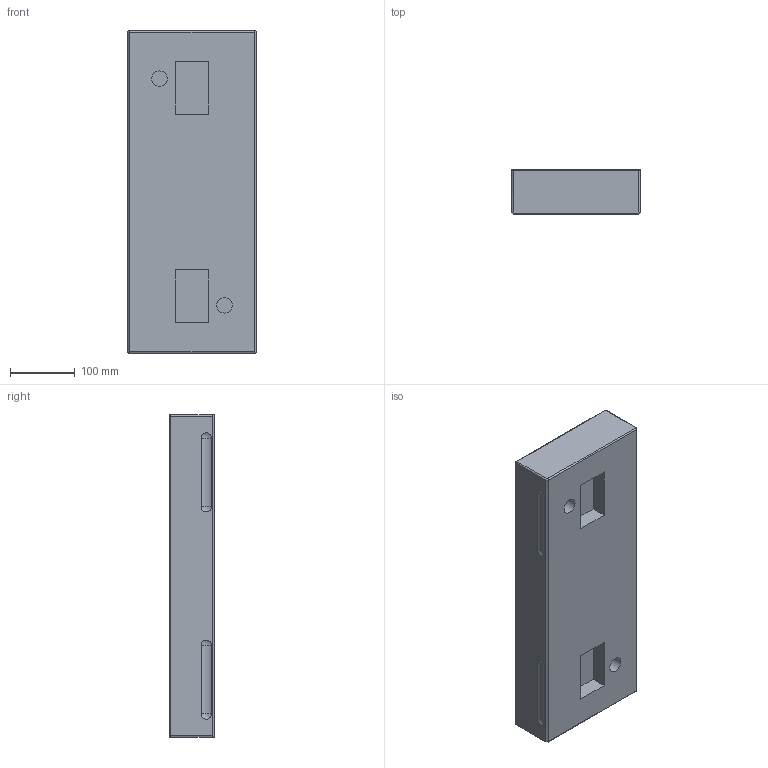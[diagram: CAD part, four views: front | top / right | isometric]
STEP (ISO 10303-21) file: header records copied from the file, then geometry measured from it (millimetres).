
FILE_DESCRIPTION((''),'2;1');
FILE_NAME('5FP1550-20-70.stp','2014-05-01T15:41:21',('Dayne Stauffer'),(''),'Autodesk Inventor 2013','Autodesk Inventor 2013','');
FILE_SCHEMA(('AUTOMOTIVE_DESIGN { 1 0 10303 214 1 1 1 1 }'));
Length unit declared in the file: millimetre
Products named in the file (1): 5FP1550-20-70
Bounding box: 198 x 70 x 498 mm (x, y, z)
Volume: 6663280.2 mm3; surface area: 307857.7 mm2
Topology: 1 solids, 1 shells, 52 faces, 110 edges, 64 vertices
Faces by surface type: cylinder 20, plane 20, sphere 12
Full cylindrical faces by diameter (mm): 24 x2
Entity records: 1366 total; most frequent: DIRECTION 250, CARTESIAN_POINT 221, ORIENTED_EDGE 208, EDGE_CURVE 104, AXIS2_PLACEMENT_3D 93, VERTEX_POINT 64, VECTOR 64, LINE 64
